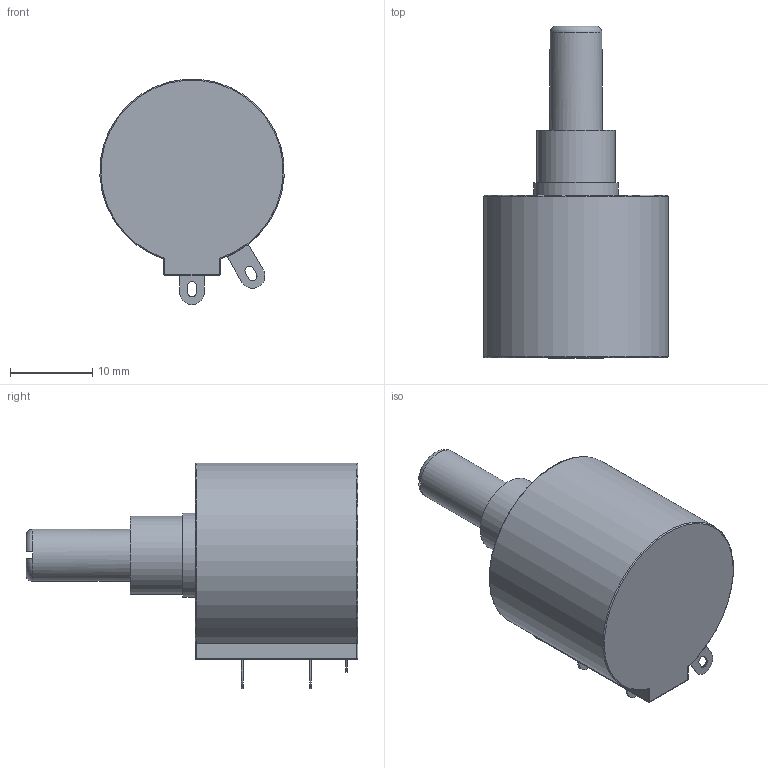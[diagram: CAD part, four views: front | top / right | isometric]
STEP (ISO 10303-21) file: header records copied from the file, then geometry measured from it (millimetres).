
FILE_DESCRIPTION(/* description */ ('STEP AP242','CAx-IF Rec.Pracs.---Representation and Presentation of Product Manufacturing Information (PMI)---4.0---2014-10-13','CAx-IF Rec.Pracs.---3D Tessellated Geometry---0.4---2014-09-14','2;1'),/* implementation_level */ '2;1');
FILE_NAME(/* name */ '62f9a38648659d7ff705833f',/* time_stamp */ '2022-08-15T01:38:14+00:00',/* author */ (''),/* organization */ (''),/* preprocessor_version */ 'ST-DEVELOPER v18.102',/* originating_system */ ' ',/* authorisation */ ' ');
FILE_SCHEMA (('AP242_MANAGED_MODEL_BASED_3D_ENGINEERING_MIM_LF { 1 0 10303 442 1 1 4 }'));
Length unit declared in the file: metre
Products named in the file (1): Part 1
Bounding box: 22.44 x 40.44 x 27.45 mm (x, y, z)
Volume: 9067.8 mm3; surface area: 2841.5 mm2
Topology: 1 solids, 1 shells, 59 faces, 141 edges, 86 vertices
Faces by surface type: plane 30, cylinder 21, torus 4, sphere 4
Full cylindrical faces by diameter (mm): 6.342 x1, 9.525 x1, 10.287 x1
Entity records: 2051 total; most frequent: CARTESIAN_POINT 306, DIRECTION 292, ORIENTED_EDGE 266, EDGE_CURVE 133, AXIS2_PLACEMENT_3D 107, VERTEX_POINT 85, LINE 78, VECTOR 78
